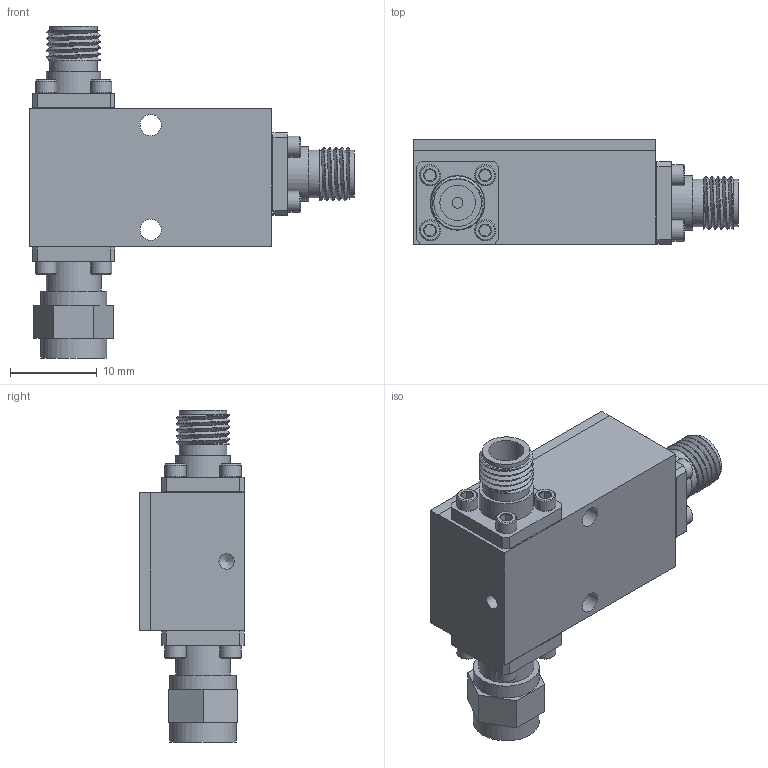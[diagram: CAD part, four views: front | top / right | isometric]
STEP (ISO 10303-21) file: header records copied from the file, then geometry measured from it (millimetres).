
FILE_DESCRIPTION (( 'STEP AP214' ), '1' );
FILE_NAME ('STP-LOW FRQUENCY BIAS-T, 200832.STEP', '2022-01-25T20:54:19', ( '' ), ( '' ), 'SwSTEP 2.0', 'SolidWorks 2016', '' );
FILE_SCHEMA (( 'AUTOMOTIVE_DESIGN' ));
Length unit declared in the file: inch
Products named in the file (1): STP-LOW FRQUENCY BIAS-T, 200832
Bounding box: 37.47 x 12.06 x 38.28 mm (x, y, z)
Volume: 6177.5 mm3; surface area: 5617.9 mm2
Topology: 20 solids, 20 shells, 758 faces, 1815 edges, 1144 vertices
Faces by surface type: plane 287, cylinder 201, cone 154, bspline 104, torus 12
Full cylindrical faces by diameter (mm): 0.991 x2, 1.191 x15, 1.227 x2, 1.524 x3, 1.702 x12, 1.778 x4, 1.943 x1, 2.438 x16, 4.089 x4, 4.572 x2, 5.489 x4, 6.299 x2, 6.325 x2, 7.62 x2
Entity records: 46285 total; most frequent: CARTESIAN_POINT 21311, ORIENTED_EDGE 3220, DIRECTION 2601, EDGE_CURVE 1610, VERTEX_POINT 1077, AXIS2_PLACEMENT_3D 1015, EDGE_LOOP 981, FACE_OUTER_BOUND 826
